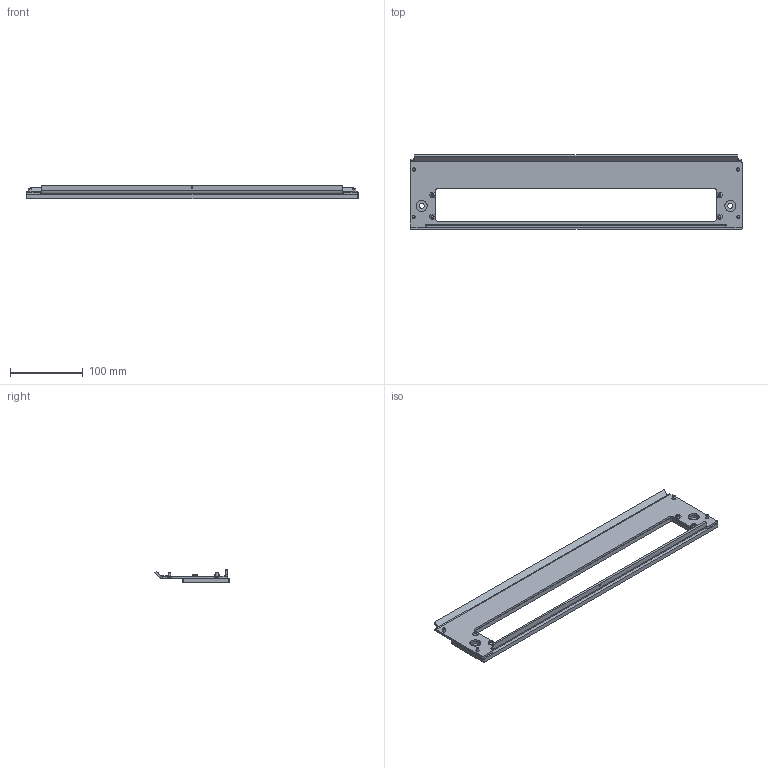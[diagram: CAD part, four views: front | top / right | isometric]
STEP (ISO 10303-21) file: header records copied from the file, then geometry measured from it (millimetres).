
FILE_DESCRIPTION (( 'STEP AP214' ), '1' );
FILE_NAME ('INGUN_113591.STEP', '2022-10-17T08:29:56', ( '' ), ( '' ), 'SwSTEP 2.0', 'SolidWorks 2021', '' );
FILE_SCHEMA (( 'AUTOMOTIVE_DESIGN' ));
Length unit declared in the file: millimetre
Products named in the file (5): DIN7991~n_M04,0x008 VA; 114393~0_S; INGUN_113591; 113692~1; ISO7380~n_M04,0x008
Assembly tree (10 placements, depth 2):
  INGUN_113591
    113692~1
    DIN7991~n_M04,0x008 VA  x4
    114393~0_S
    ISO7380~n_M04,0x008  x4
Bounding box: 456 x 102.29 x 18 mm (x, y, z)
Volume: 158866.1 mm3; surface area: 105319.5 mm2
Topology: 10 solids, 10 shells, 358 faces, 906 edges, 582 vertices
Faces by surface type: cylinder 236, plane 74, cone 40, torus 8
Entity records: 6270 total; most frequent: DIRECTION 1112, CARTESIAN_POINT 1072, ORIENTED_EDGE 972, EDGE_CURVE 486, AXIS2_PLACEMENT_3D 438, VERTEX_POINT 312, CIRCLE 238, LINE 236
